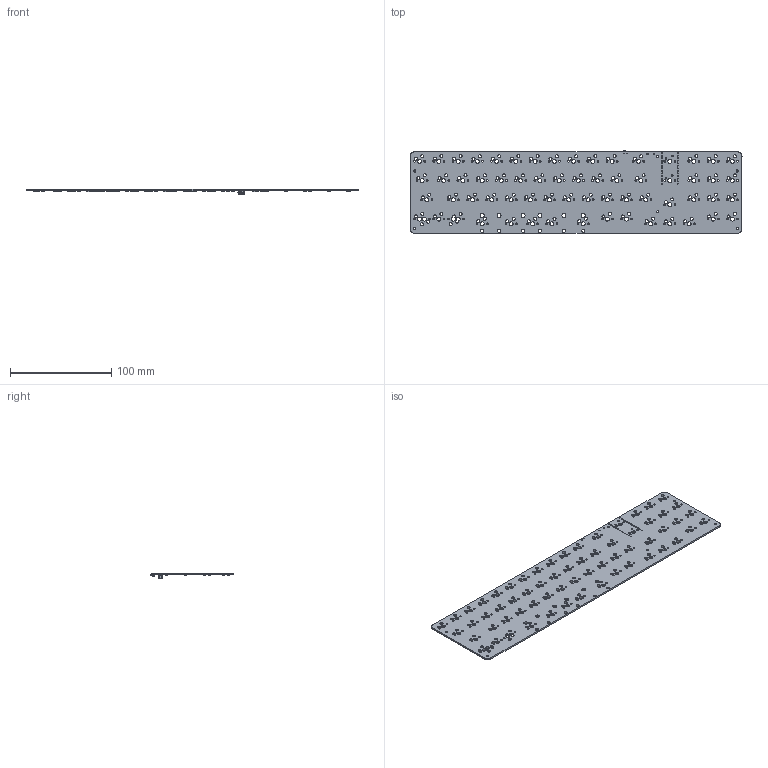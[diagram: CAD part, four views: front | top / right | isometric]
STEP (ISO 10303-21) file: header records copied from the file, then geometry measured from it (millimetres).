
FILE_DESCRIPTION(('KiCad electronic assembly'),'2;1');
FILE_NAME('padavan.step','2023-11-05T18:42:02',('Pcbnew'),('Kicad'), 'Open CASCADE STEP processor 7.6','KiCad to STEP converter','Unknown' );
FILE_SCHEMA(('AUTOMOTIVE_DESIGN { 1 0 10303 214 1 1 1 1 }'));
Length unit declared in the file: millimetre
Products named in the file (8): padavan 1; D_1206_3216Metric; SOLID; JST_GH_SM02B-GHS-TB_1x02-1MP_P1.25mm_Horizontal; MSK12C02; COMPOUND; padavan PCB
Assembly tree (69 placements, depth 3):
  padavan 1
    D_1206_3216Metric  x63
      SOLID
    JST_GH_SM02B-GHS-TB_1x02-1MP_P1.25mm_Horizontal
      SOLID
    MSK12C02
      COMPOUND
    padavan PCB
Bounding box: 328.61 x 82.11 x 5.89 mm (x, y, z)
Volume: 39467.8 mm3; surface area: 56623.3 mm2
Topology: 71 solids, 71 shells, 3170 faces, 8833 edges, 5876 vertices
Faces by surface type: plane 1869, cylinder 1293, sphere 8
Full cylindrical faces by diameter (mm): 0.7 x2, 0.9 x2, 1 x26, 1.3 x2, 1.524 x4, 1.75 x126, 2.2 x6, 3 x124, 3.048 x6, 3.988 x69
Entity records: 59472 total; most frequent: CARTESIAN_POINT 14685, DIRECTION 8045, LINE 4703, VECTOR 4703, ORIENTED_EDGE 4274, PCURVE 4274, DEFINITIONAL_REPRESENTATION 4274, EDGE_CURVE 2137
